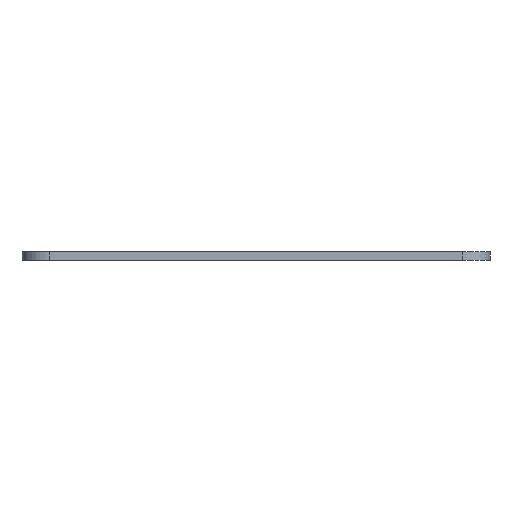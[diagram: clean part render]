
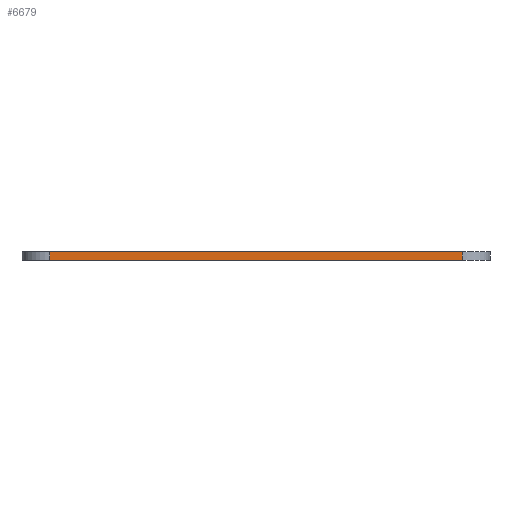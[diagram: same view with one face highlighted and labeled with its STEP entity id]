
A CAD part, left-side view. The second image highlights one B-rep face of the part: STEP entity #6679.
In plain terms, the highlighted planar face has unit normal (-1, 0, 0).
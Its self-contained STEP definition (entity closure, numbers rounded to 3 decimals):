
#206=PLANE('',#6852);
#540=FACE_OUTER_BOUND('',#922,.T.);
#922=EDGE_LOOP('',(#5918,#5919,#5920,#5921));
#1396=LINE('',#13342,#1910);
#1423=LINE('',#13448,#1937);
#1424=LINE('',#13451,#1938);
#1425=LINE('',#13452,#1939);
#1910=VECTOR('',#7502,10.);
#1937=VECTOR('',#7595,10.);
#1938=VECTOR('',#7598,10.);
#1939=VECTOR('',#7599,10.);
#3031=VERTEX_POINT('',#13339);
#3032=VERTEX_POINT('',#13341);
#3077=VERTEX_POINT('',#13444);
#3079=VERTEX_POINT('',#13450);
#3991=EDGE_CURVE('',#3031,#3032,#1396,.T.);
#4041=EDGE_CURVE('',#3032,#3077,#1423,.T.);
#4042=EDGE_CURVE('',#3079,#3031,#1424,.T.);
#4043=EDGE_CURVE('',#3077,#3079,#1425,.T.);
#5918=ORIENTED_EDGE('',*,*,#4041,.F.);
#5919=ORIENTED_EDGE('',*,*,#3991,.F.);
#5920=ORIENTED_EDGE('',*,*,#4042,.F.);
#5921=ORIENTED_EDGE('',*,*,#4043,.F.);
#6679=ADVANCED_FACE('',(#540),#206,.T.);
#6852=AXIS2_PLACEMENT_3D('',#13449,#7596,#7597);
#7502=DIRECTION('',(0.,1.,0.));
#7595=DIRECTION('',(0.,0.,1.));
#7596=DIRECTION('center_axis',(-1.,0.,0.));
#7597=DIRECTION('ref_axis',(0.,-1.,0.));
#7598=DIRECTION('',(0.,0.,-1.));
#7599=DIRECTION('',(0.,-1.,0.));
#13339=CARTESIAN_POINT('',(23.95,-102.7,0.));
#13341=CARTESIAN_POINT('',(23.95,-28.2,0.));
#13342=CARTESIAN_POINT('',(23.95,-107.7,0.));
#13444=CARTESIAN_POINT('',(23.95,-28.2,1.5));
#13448=CARTESIAN_POINT('',(23.95,-28.2,0.));
#13449=CARTESIAN_POINT('Origin',(23.95,-23.2,0.));
#13450=CARTESIAN_POINT('',(23.95,-102.7,1.5));
#13451=CARTESIAN_POINT('',(23.95,-102.7,0.));
#13452=CARTESIAN_POINT('',(23.95,-107.7,1.5));
